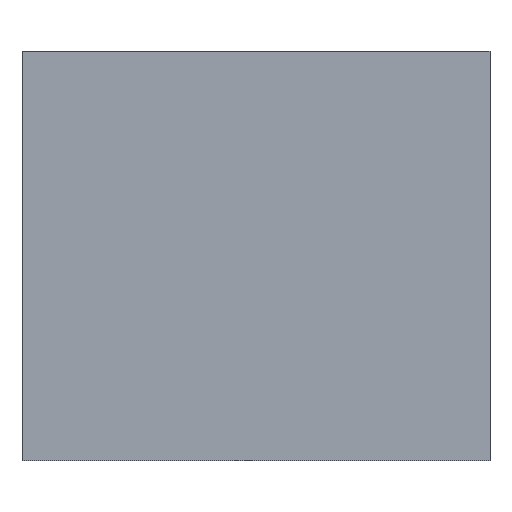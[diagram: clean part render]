
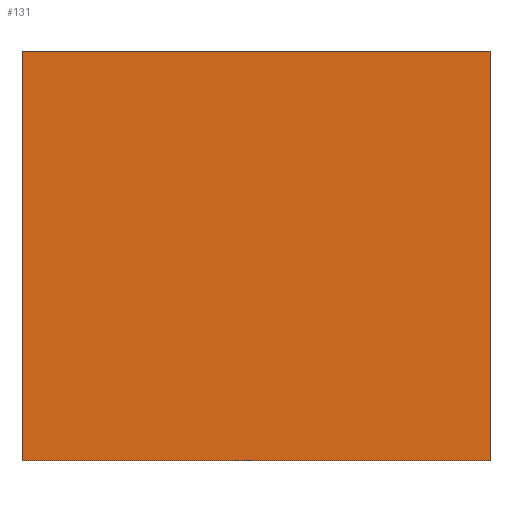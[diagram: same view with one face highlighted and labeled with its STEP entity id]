
A CAD part, front view. The second image highlights one B-rep face of the part: STEP entity #131.
In plain terms, the highlighted planar face has unit normal (0, -1, 0).
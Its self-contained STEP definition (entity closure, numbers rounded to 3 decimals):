
#3 = CARTESIAN_POINT ( 'NONE',  ( -7.428, 0., -40.797 ) ) ;
#12 = CARTESIAN_POINT ( 'NONE',  ( -7.428, 0., -40.797 ) ) ;
#19 = VECTOR ( 'NONE', #22, 1000. ) ;
#21 = ORIENTED_EDGE ( 'NONE', *, *, #168, .F. ) ;
#22 = DIRECTION ( 'NONE',  ( 0., 0., -1. ) ) ;
#24 = VECTOR ( 'NONE', #106, 1000. ) ;
#30 = CARTESIAN_POINT ( 'NONE',  ( 13.132, 0., -58.797 ) ) ;
#49 = CARTESIAN_POINT ( 'NONE',  ( -7.428, 0., -58.797 ) ) ;
#51 = LINE ( 'NONE', #49, #24 ) ;
#60 = CARTESIAN_POINT ( 'NONE',  ( -7.428, 0., -58.797 ) ) ;
#64 = LINE ( 'NONE', #162, #70 ) ;
#65 = PLANE ( 'NONE',  #102 ) ;
#70 = VECTOR ( 'NONE', #164, 1000. ) ;
#77 = EDGE_CURVE ( 'NONE', #123, #129, #111, .T. ) ;
#80 = CARTESIAN_POINT ( 'NONE',  ( 13.132, 0., -40.797 ) ) ;
#83 = VERTEX_POINT ( 'NONE', #30 ) ;
#89 = CARTESIAN_POINT ( 'NONE',  ( 0., 0., 0. ) ) ;
#92 = FACE_OUTER_BOUND ( 'NONE', #108, .T. ) ;
#94 = VERTEX_POINT ( 'NONE', #60 ) ;
#102 = AXIS2_PLACEMENT_3D ( 'NONE', #89, #146, #166 ) ;
#106 = DIRECTION ( 'NONE',  ( -1., 0., 0. ) ) ;
#107 = EDGE_CURVE ( 'NONE', #129, #83, #134, .T. ) ;
#108 = EDGE_LOOP ( 'NONE', ( #179, #186, #21, #156 ) ) ;
#111 = LINE ( 'NONE', #12, #180 ) ;
#123 = VERTEX_POINT ( 'NONE', #3 ) ;
#129 = VERTEX_POINT ( 'NONE', #80 ) ;
#131 = ADVANCED_FACE ( 'NONE', ( #92 ), #65, .F. ) ;
#134 = LINE ( 'NONE', #148, #19 ) ;
#146 = DIRECTION ( 'NONE',  ( 0., 1., 0. ) ) ;
#148 = CARTESIAN_POINT ( 'NONE',  ( 13.132, 0., -58.797 ) ) ;
#156 = ORIENTED_EDGE ( 'NONE', *, *, #183, .F. ) ;
#162 = CARTESIAN_POINT ( 'NONE',  ( -7.428, 0., -58.797 ) ) ;
#164 = DIRECTION ( 'NONE',  ( 0., 0., 1. ) ) ;
#166 = DIRECTION ( 'NONE',  ( 1., 0., 0. ) ) ;
#168 = EDGE_CURVE ( 'NONE', #94, #123, #64, .T. ) ;
#173 = DIRECTION ( 'NONE',  ( 1., 0., 0. ) ) ;
#179 = ORIENTED_EDGE ( 'NONE', *, *, #107, .F. ) ;
#180 = VECTOR ( 'NONE', #173, 1000. ) ;
#183 = EDGE_CURVE ( 'NONE', #83, #94, #51, .T. ) ;
#186 = ORIENTED_EDGE ( 'NONE', *, *, #77, .F. ) ;
